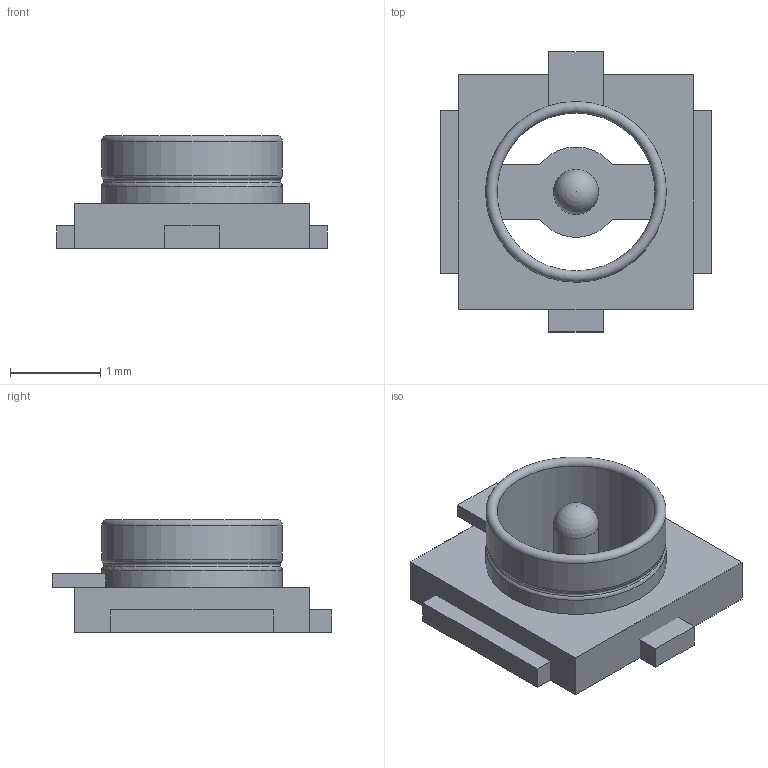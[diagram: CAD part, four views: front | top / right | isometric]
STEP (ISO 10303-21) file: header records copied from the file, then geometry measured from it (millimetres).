
FILE_DESCRIPTION( ( '' ), ' ' );
FILE_NAME( '5aa6030b02250b0db1997861.step', '2018-03-12T04:33:15', ( '' ), ( '' ), ' ', ' ', ' ' );
FILE_SCHEMA( ( 'AUTOMOTIVE_DESIGN { 1 0 10303 214 1 1 1 1 }' ) );
Length unit declared in the file: metre
Products named in the file (4): Open CASCADE STEP translator 6.8 2; Open CASCADE STEP translator 6.8 1
Bounding box: 3 x 3.1 x 1.25 mm (x, y, z)
Volume: 3.4 mm3; surface area: 42 mm2
Topology: 4 solids, 4 shells, 45 faces, 109 edges, 71 vertices
Faces by surface type: plane 33, cylinder 7, torus 4, sphere 1
Full cylindrical faces by diameter (mm): 0.5 x1, 1.75 x1, 2 x3
Entity records: 2102 total; most frequent: DIRECTION 214, CARTESIAN_POINT 210, ORIENTED_EDGE 188, STYLED_ITEM 139, PRESENTATION_STYLE_ASSIGNMENT 139, COLOUR_RGB 139, EDGE_CURVE 94, CURVE_STYLE 94
